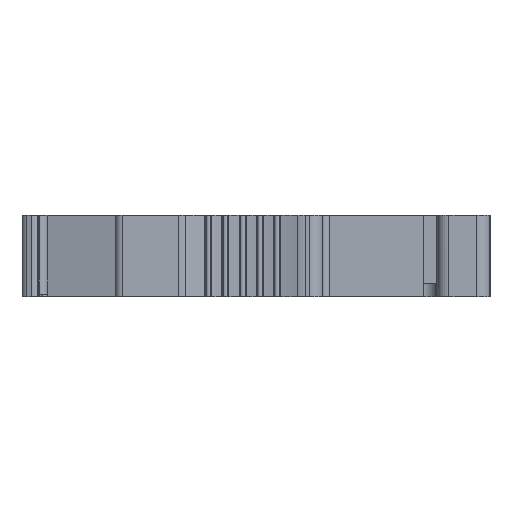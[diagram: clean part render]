
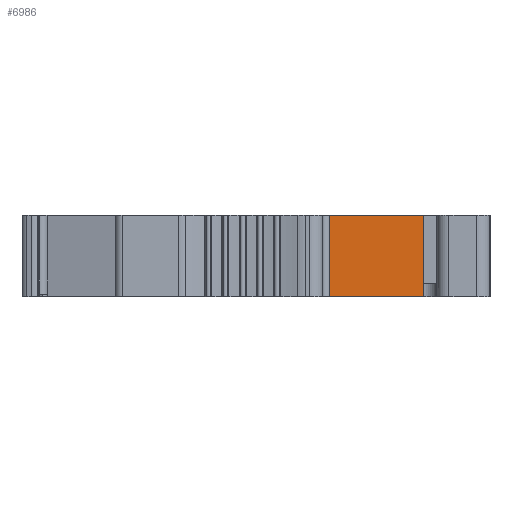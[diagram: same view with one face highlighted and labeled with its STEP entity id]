
A CAD part, left-side view. The second image highlights one B-rep face of the part: STEP entity #6986.
In plain terms, the highlighted planar face has unit normal (-1, 0, 0).
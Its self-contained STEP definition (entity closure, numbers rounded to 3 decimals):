
#3604=CARTESIAN_POINT('',(262.96,-23.505,-6.15));
#3605=VERTEX_POINT('',#3604);
#3613=CARTESIAN_POINT('',(262.96,-23.505,-5.15));
#3614=VERTEX_POINT('',#3613);
#3615=CARTESIAN_POINT('',(262.96,-23.505,-5.15));
#3616=DIRECTION('',(0.,0.,-1.));
#3617=VECTOR('',#3616,1.);
#3618=LINE('',#3615,#3617);
#3619=EDGE_CURVE('',#3614,#3605,#3618,.T.);
#6948=CARTESIAN_POINT('',(262.96,-19.955,-3.075));
#6949=DIRECTION('',(0.,0.,-1.));
#6950=DIRECTION('',(1.,-0.,0.));
#6951=AXIS2_PLACEMENT_3D('',#6948,#6950,#6949);
#6952=PLANE('',#6951);
#6953=CARTESIAN_POINT('',(262.96,-23.505,0.));
#6954=VERTEX_POINT('',#6953);
#6955=CARTESIAN_POINT('',(262.96,-23.505,0.));
#6956=DIRECTION('',(0.,0.,-1.));
#6957=VECTOR('',#6956,5.15);
#6958=LINE('',#6955,#6957);
#6959=EDGE_CURVE('',#6954,#3614,#6958,.T.);
#6960=ORIENTED_EDGE('E4098',*,*,#6959,.T.);
#6961=ORIENTED_EDGE('E4098',*,*,#3619,.T.);
#6962=CARTESIAN_POINT('',(262.96,-16.405,-6.15));
#6963=VERTEX_POINT('',#6962);
#6964=CARTESIAN_POINT('',(262.96,-16.405,-6.15));
#6965=DIRECTION('',(0.,-1.,0.));
#6966=VECTOR('',#6965,7.1);
#6967=LINE('',#6964,#6966);
#6968=EDGE_CURVE('',#6963,#3605,#6967,.T.);
#6969=ORIENTED_EDGE('E15678',*,*,#6968,.F.);
#6970=CARTESIAN_POINT('',(262.96,-16.405,0.));
#6971=VERTEX_POINT('',#6970);
#6972=CARTESIAN_POINT('',(262.96,-16.405,-6.15));
#6973=DIRECTION('',(0.,0.,1.));
#6974=VECTOR('',#6973,6.15);
#6975=LINE('',#6972,#6974);
#6976=EDGE_CURVE('',#6963,#6971,#6975,.T.);
#6977=ORIENTED_EDGE('E4099',*,*,#6976,.T.);
#6978=CARTESIAN_POINT('',(262.96,-16.405,0.));
#6979=DIRECTION('',(0.,-1.,0.));
#6980=VECTOR('',#6979,7.1);
#6981=LINE('',#6978,#6980);
#6982=EDGE_CURVE('',#6971,#6954,#6981,.T.);
#6983=ORIENTED_EDGE('E15826',*,*,#6982,.T.);
#6984=EDGE_LOOP('',(#6960,#6961,#6969,#6977,#6983));
#6985=FACE_OUTER_BOUND('',#6984,.F.);
#6986=ADVANCED_FACE('F157',(#6985),#6952,.F.);
